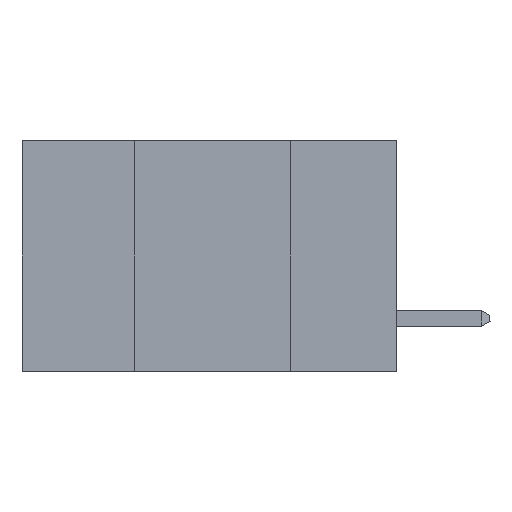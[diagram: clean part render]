
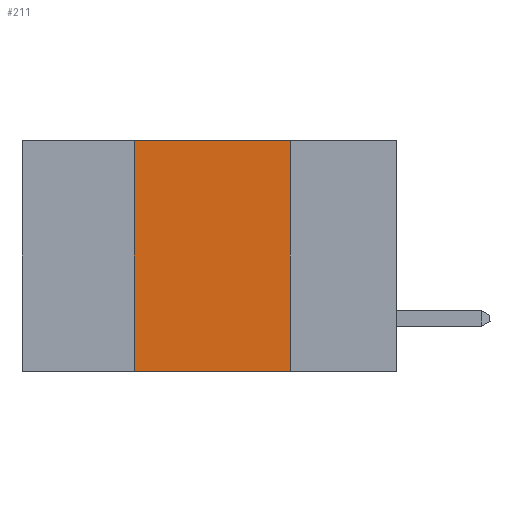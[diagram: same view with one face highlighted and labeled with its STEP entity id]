
A CAD part, left-side view. The second image highlights one B-rep face of the part: STEP entity #211.
In plain terms, the highlighted planar face has unit normal (-1, 0, 0).
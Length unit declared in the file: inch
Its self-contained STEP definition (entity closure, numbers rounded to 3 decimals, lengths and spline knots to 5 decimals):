
#211 = ADVANCED_FACE ( 'NONE', ( #510 ), #8099, .F. ) ;
#215 = EDGE_CURVE ( 'NONE', #8583, #7292, #766, .T. ) ;
#326 = EDGE_LOOP ( 'NONE', ( #1848, #3495, #3281, #6666 ) ) ;
#446 = CARTESIAN_POINT ( 'NONE',  ( 0., 0.6, 0. ) ) ;
#510 = FACE_OUTER_BOUND ( 'NONE', #326, .T. ) ;
#631 = VECTOR ( 'NONE', #2098, 39.37008 ) ;
#766 = LINE ( 'NONE', #4977, #631 ) ;
#949 = VECTOR ( 'NONE', #9094, 39.37008 ) ;
#1015 = LINE ( 'NONE', #1819, #949 ) ;
#1041 = CARTESIAN_POINT ( 'NONE',  ( 0., 0.17, -0.37 ) ) ;
#1331 = CARTESIAN_POINT ( 'NONE',  ( 0., 0.42, -0.37 ) ) ;
#1819 = CARTESIAN_POINT ( 'NONE',  ( 0., 0.17, 0. ) ) ;
#1848 = ORIENTED_EDGE ( 'NONE', *, *, #7208, .F. ) ;
#2098 = DIRECTION ( 'NONE',  ( 0., -1., 0. ) ) ;
#2156 = DIRECTION ( 'NONE',  ( 0., 0., 1. ) ) ;
#2205 = DIRECTION ( 'NONE',  ( 1., 0., 0. ) ) ;
#2673 = EDGE_CURVE ( 'NONE', #4440, #2844, #8794, .T. ) ;
#2844 = VERTEX_POINT ( 'NONE', #3893 ) ;
#3281 = ORIENTED_EDGE ( 'NONE', *, *, #8610, .F. ) ;
#3495 = ORIENTED_EDGE ( 'NONE', *, *, #2673, .F. ) ;
#3865 = DIRECTION ( 'NONE',  ( 0., -1., 0. ) ) ;
#3893 = CARTESIAN_POINT ( 'NONE',  ( 0., 0.17, 0. ) ) ;
#4045 = VECTOR ( 'NONE', #2156, 39.37008 ) ;
#4335 = LINE ( 'NONE', #8738, #4045 ) ;
#4440 = VERTEX_POINT ( 'NONE', #6662 ) ;
#4977 = CARTESIAN_POINT ( 'NONE',  ( 0., 0.6, -0.37 ) ) ;
#5502 = DIRECTION ( 'NONE',  ( 0., 0., -1. ) ) ;
#6419 = AXIS2_PLACEMENT_3D ( 'NONE', #8194, #2205, #5502 ) ;
#6662 = CARTESIAN_POINT ( 'NONE',  ( 0., 0.42, 0. ) ) ;
#6666 = ORIENTED_EDGE ( 'NONE', *, *, #215, .T. ) ;
#7208 = EDGE_CURVE ( 'NONE', #2844, #7292, #1015, .T. ) ;
#7292 = VERTEX_POINT ( 'NONE', #1041 ) ;
#8099 = PLANE ( 'NONE',  #6419 ) ;
#8194 = CARTESIAN_POINT ( 'NONE',  ( 0., 0.6, 0. ) ) ;
#8583 = VERTEX_POINT ( 'NONE', #1331 ) ;
#8609 = VECTOR ( 'NONE', #3865, 39.37008 ) ;
#8610 = EDGE_CURVE ( 'NONE', #8583, #4440, #4335, .T. ) ;
#8738 = CARTESIAN_POINT ( 'NONE',  ( 0., 0.42, 0. ) ) ;
#8794 = LINE ( 'NONE', #446, #8609 ) ;
#9094 = DIRECTION ( 'NONE',  ( 0., 0., -1. ) ) ;
